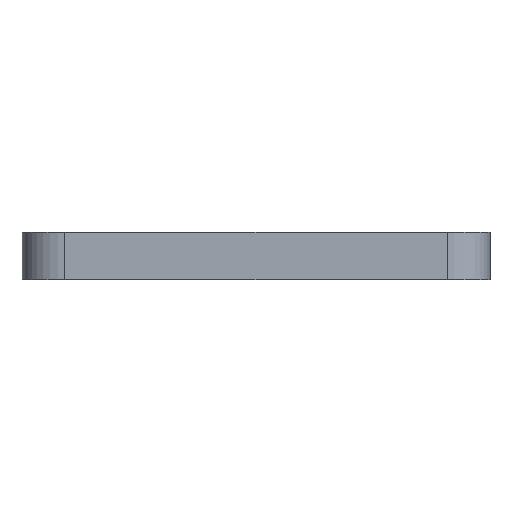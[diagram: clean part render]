
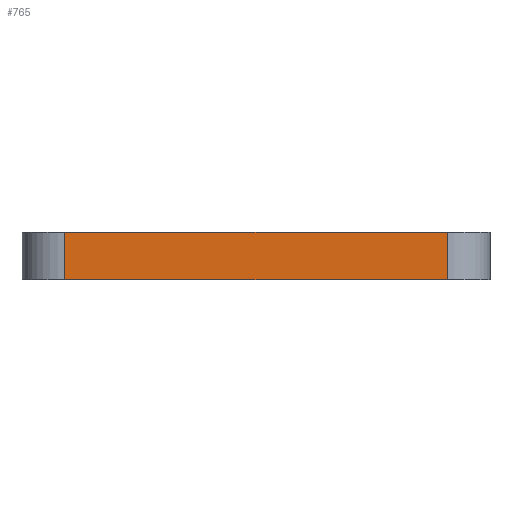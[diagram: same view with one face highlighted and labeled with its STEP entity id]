
A CAD part, front view. The second image highlights one B-rep face of the part: STEP entity #765.
In plain terms, the highlighted planar face has unit normal (0, -1, 0).
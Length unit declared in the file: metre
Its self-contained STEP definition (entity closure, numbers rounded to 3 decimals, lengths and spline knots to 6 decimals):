
#28 = ORIENTED_EDGE ( 'NONE', *, *, #668, .T. ) ;
#121 = EDGE_LOOP ( 'NONE', ( #238, #1022, #28, #483 ) ) ;
#136 = VERTEX_POINT ( 'NONE', #151 ) ;
#151 = CARTESIAN_POINT ( 'NONE',  ( -0.04, -0.009, 0.005 ) ) ;
#163 = CARTESIAN_POINT ( 'NONE',  ( 0.04, -0.009, 0.005 ) ) ;
#193 = DIRECTION ( 'NONE',  ( 0., -1., 0. ) ) ;
#201 = VECTOR ( 'NONE', #825, 1. ) ;
#238 = ORIENTED_EDGE ( 'NONE', *, *, #1012, .F. ) ;
#295 = LINE ( 'NONE', #955, #353 ) ;
#307 = CARTESIAN_POINT ( 'NONE',  ( 0., -0.009, 0.005 ) ) ;
#331 = AXIS2_PLACEMENT_3D ( 'NONE', #307, #193, #676 ) ;
#334 = LINE ( 'NONE', #552, #1036 ) ;
#353 = VECTOR ( 'NONE', #1034, 1. ) ;
#385 = CARTESIAN_POINT ( 'NONE',  ( 0.04, -0.009, -0.005 ) ) ;
#398 = FACE_OUTER_BOUND ( 'NONE', #121, .T. ) ;
#416 = DIRECTION ( 'NONE',  ( -1., 0., 0. ) ) ;
#483 = ORIENTED_EDGE ( 'NONE', *, *, #986, .T. ) ;
#524 = VERTEX_POINT ( 'NONE', #163 ) ;
#552 = CARTESIAN_POINT ( 'NONE',  ( -0.04, -0.009, 0.005 ) ) ;
#570 = EDGE_CURVE ( 'NONE', #524, #1132, #642, .T. ) ;
#642 = LINE ( 'NONE', #1095, #201 ) ;
#668 = EDGE_CURVE ( 'NONE', #524, #136, #295, .T. ) ;
#669 = VERTEX_POINT ( 'NONE', #948 ) ;
#676 = DIRECTION ( 'NONE',  ( 1., 0., 0. ) ) ;
#702 = CARTESIAN_POINT ( 'NONE',  ( 0., -0.009, -0.005 ) ) ;
#765 = ADVANCED_FACE ( 'NONE', ( #398 ), #768, .T. ) ;
#768 = PLANE ( 'NONE',  #331 ) ;
#800 = DIRECTION ( 'NONE',  ( 0., 0., -1. ) ) ;
#825 = DIRECTION ( 'NONE',  ( 0., 0., -1. ) ) ;
#886 = LINE ( 'NONE', #702, #997 ) ;
#948 = CARTESIAN_POINT ( 'NONE',  ( -0.04, -0.009, -0.005 ) ) ;
#955 = CARTESIAN_POINT ( 'NONE',  ( 0., -0.009, 0.005 ) ) ;
#986 = EDGE_CURVE ( 'NONE', #136, #669, #334, .T. ) ;
#997 = VECTOR ( 'NONE', #416, 1. ) ;
#1012 = EDGE_CURVE ( 'NONE', #1132, #669, #886, .T. ) ;
#1022 = ORIENTED_EDGE ( 'NONE', *, *, #570, .F. ) ;
#1034 = DIRECTION ( 'NONE',  ( -1., 0., 0. ) ) ;
#1036 = VECTOR ( 'NONE', #800, 1. ) ;
#1095 = CARTESIAN_POINT ( 'NONE',  ( 0.04, -0.009, 0.005 ) ) ;
#1132 = VERTEX_POINT ( 'NONE', #385 ) ;
